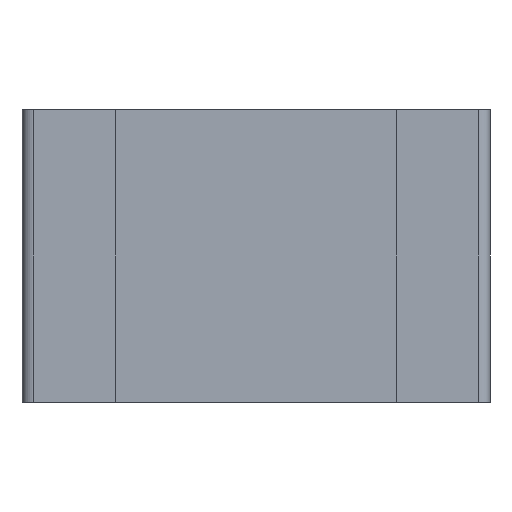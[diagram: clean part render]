
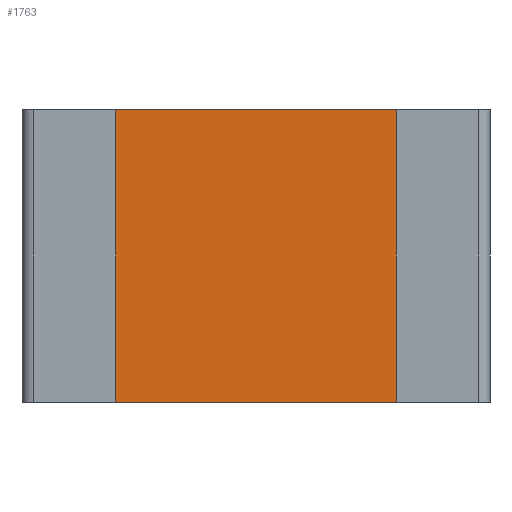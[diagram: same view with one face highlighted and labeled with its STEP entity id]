
A CAD part, front view. The second image highlights one B-rep face of the part: STEP entity #1763.
In plain terms, the highlighted planar face has unit normal (0, -1, 0).
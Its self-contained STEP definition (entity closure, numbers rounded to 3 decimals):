
#387 = LINE ( 'NONE', #5275, #5579 ) ;
#757 = ORIENTED_EDGE ( 'NONE', *, *, #1130, .F. ) ;
#770 = CARTESIAN_POINT ( 'NONE',  ( 0.95, 0.05, 0.625 ) ) ;
#876 = CARTESIAN_POINT ( 'NONE',  ( -0.95, 0.05, 0.625 ) ) ;
#1130 = EDGE_CURVE ( 'NONE', #6675, #2364, #3471, .T. ) ;
#1763 = ADVANCED_FACE ( 'NONE', ( #2365 ), #5952, .F. ) ;
#2298 = CARTESIAN_POINT ( 'NONE',  ( 0., 0.05, 0. ) ) ;
#2303 = EDGE_CURVE ( 'NONE', #2364, #5470, #2784, .T. ) ;
#2326 = ORIENTED_EDGE ( 'NONE', *, *, #4395, .F. ) ;
#2364 = VERTEX_POINT ( 'NONE', #6385 ) ;
#2365 = FACE_OUTER_BOUND ( 'NONE', #4471, .T. ) ;
#2607 = LINE ( 'NONE', #3012, #4621 ) ;
#2739 = DIRECTION ( 'NONE',  ( 0., 0., 1. ) ) ;
#2784 = LINE ( 'NONE', #5293, #3888 ) ;
#3012 = CARTESIAN_POINT ( 'NONE',  ( 0.95, 0.05, -0.625 ) ) ;
#3082 = DIRECTION ( 'NONE',  ( 0., 0., -1. ) ) ;
#3201 = DIRECTION ( 'NONE',  ( 1., 0., 0. ) ) ;
#3471 = LINE ( 'NONE', #4494, #4963 ) ;
#3766 = DIRECTION ( 'NONE',  ( 0., 1., 0. ) ) ;
#3774 = ORIENTED_EDGE ( 'NONE', *, *, #2303, .F. ) ;
#3888 = VECTOR ( 'NONE', #5775, 1000. ) ;
#3938 = EDGE_CURVE ( 'NONE', #5470, #5404, #387, .T. ) ;
#4395 = EDGE_CURVE ( 'NONE', #5404, #6675, #2607, .T. ) ;
#4471 = EDGE_LOOP ( 'NONE', ( #3774, #757, #2326, #6397 ) ) ;
#4494 = CARTESIAN_POINT ( 'NONE',  ( -0.95, 0.05, -0.625 ) ) ;
#4621 = VECTOR ( 'NONE', #3082, 1000. ) ;
#4740 = AXIS2_PLACEMENT_3D ( 'NONE', #2298, #3766, #2739 ) ;
#4868 = CARTESIAN_POINT ( 'NONE',  ( 0.95, 0.05, -0.625 ) ) ;
#4963 = VECTOR ( 'NONE', #5025, 1000. ) ;
#5025 = DIRECTION ( 'NONE',  ( -1., 0., 0. ) ) ;
#5275 = CARTESIAN_POINT ( 'NONE',  ( -0.95, 0.05, 0.625 ) ) ;
#5293 = CARTESIAN_POINT ( 'NONE',  ( -0.95, 0.05, -0.625 ) ) ;
#5404 = VERTEX_POINT ( 'NONE', #770 ) ;
#5470 = VERTEX_POINT ( 'NONE', #876 ) ;
#5579 = VECTOR ( 'NONE', #3201, 1000. ) ;
#5775 = DIRECTION ( 'NONE',  ( 0., 0., 1. ) ) ;
#5952 = PLANE ( 'NONE',  #4740 ) ;
#6385 = CARTESIAN_POINT ( 'NONE',  ( -0.95, 0.05, -0.625 ) ) ;
#6397 = ORIENTED_EDGE ( 'NONE', *, *, #3938, .F. ) ;
#6675 = VERTEX_POINT ( 'NONE', #4868 ) ;
